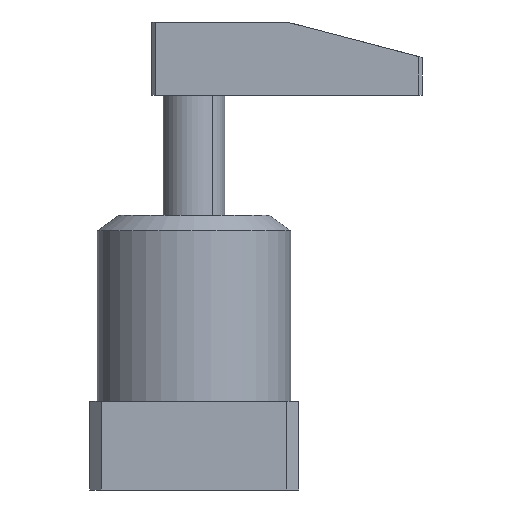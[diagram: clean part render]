
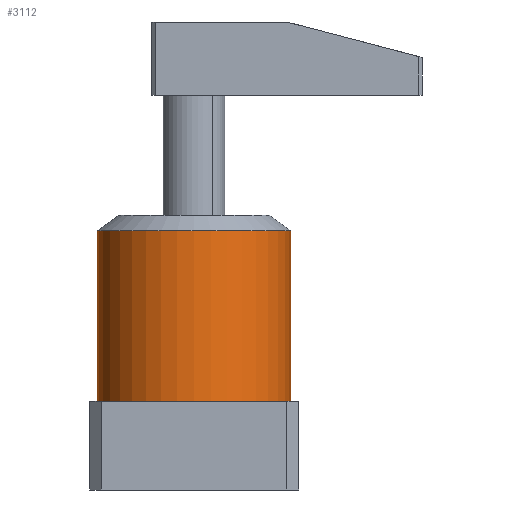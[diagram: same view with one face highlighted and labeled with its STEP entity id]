
A CAD part, front view. The second image highlights one B-rep face of the part: STEP entity #3112.
In plain terms, the highlighted cylindrical face has radius 25 mm (diameter 50 mm), a partial arc.
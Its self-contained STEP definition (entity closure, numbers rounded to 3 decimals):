
#317 = VERTEX_POINT ( 'NONE', #4760 ) ;
#318 = VERTEX_POINT ( 'NONE', #4747 ) ;
#320 = VERTEX_POINT ( 'NONE', #4653 ) ;
#348 = VERTEX_POINT ( 'NONE', #4485 ) ;
#463 = AXIS2_PLACEMENT_3D ( 'NONE', #2263, #2262, #2261 ) ;
#464 = AXIS2_PLACEMENT_3D ( 'NONE', #2280, #2279, #2278 ) ;
#731 = AXIS2_PLACEMENT_3D ( 'NONE', #4845, #4853, #4851 ) ;
#805 = EDGE_CURVE ( 'NONE', #320, #318, #3301, .T. ) ;
#807 = EDGE_CURVE ( 'NONE', #317, #348, #3294, .T. ) ;
#867 = EDGE_CURVE ( 'NONE', #348, #318, #3204, .T. ) ;
#876 = EDGE_CURVE ( 'NONE', #317, #320, #2573, .T. ) ;
#1265 = ORIENTED_EDGE ( 'NONE', *, *, #805, .F. ) ;
#1267 = ORIENTED_EDGE ( 'NONE', *, *, #876, .F. ) ;
#1269 = ORIENTED_EDGE ( 'NONE', *, *, #807, .T. ) ;
#1287 = ORIENTED_EDGE ( 'NONE', *, *, #867, .T. ) ;
#2163 = CARTESIAN_POINT ( 'NONE',  ( -25., 0., 71. ) ) ;
#2176 = DIRECTION ( 'NONE',  ( 0., 0., -1. ) ) ;
#2188 = DIRECTION ( 'NONE',  ( 0., 0., -1. ) ) ;
#2200 = CARTESIAN_POINT ( 'NONE',  ( 25., 0., 71. ) ) ;
#2261 = DIRECTION ( 'NONE',  ( 1., 0., 0. ) ) ;
#2262 = DIRECTION ( 'NONE',  ( 0., 0., 1. ) ) ;
#2263 = CARTESIAN_POINT ( 'NONE',  ( 0., 0., 67. ) ) ;
#2278 = DIRECTION ( 'NONE',  ( 1., 0., 0. ) ) ;
#2279 = DIRECTION ( 'NONE',  ( 0., 0., 1. ) ) ;
#2280 = CARTESIAN_POINT ( 'NONE',  ( 0., 0., 23. ) ) ;
#2573 = CIRCLE ( 'NONE', #463, 25. ) ;
#2795 = FACE_OUTER_BOUND ( 'NONE', #3053, .T. ) ;
#2807 = CYLINDRICAL_SURFACE ( 'NONE', #731, 25. ) ;
#3053 = EDGE_LOOP ( 'NONE', ( #1265, #1267, #1269, #1287 ) ) ;
#3112 = ADVANCED_FACE ( 'NONE', ( #2795 ), #2807, .T. ) ;
#3204 = CIRCLE ( 'NONE', #464, 25. ) ;
#3292 = VECTOR ( 'NONE', #2188, 1000. ) ;
#3294 = LINE ( 'NONE', #2163, #3292 ) ;
#3295 = VECTOR ( 'NONE', #2176, 1000. ) ;
#3301 = LINE ( 'NONE', #2200, #3295 ) ;
#4485 = CARTESIAN_POINT ( 'NONE',  ( -25., 0., 23. ) ) ;
#4653 = CARTESIAN_POINT ( 'NONE',  ( 25., 0., 67. ) ) ;
#4747 = CARTESIAN_POINT ( 'NONE',  ( 25., 0., 23. ) ) ;
#4760 = CARTESIAN_POINT ( 'NONE',  ( -25., 0., 67. ) ) ;
#4845 = CARTESIAN_POINT ( 'NONE',  ( 0., 0., 71. ) ) ;
#4851 = DIRECTION ( 'NONE',  ( -1., 0., 0. ) ) ;
#4853 = DIRECTION ( 'NONE',  ( 0., 0., -1. ) ) ;
